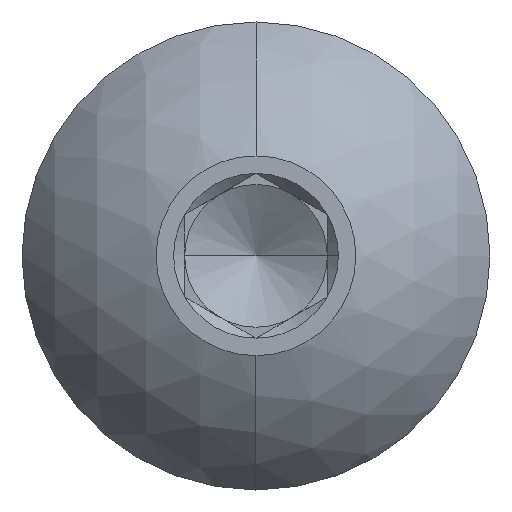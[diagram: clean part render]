
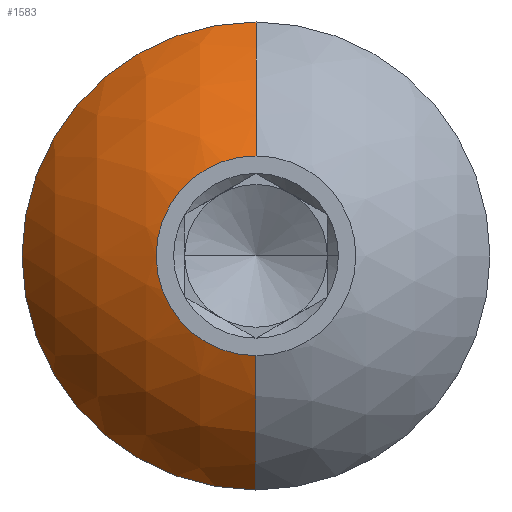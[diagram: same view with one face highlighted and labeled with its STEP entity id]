
A CAD part, top view. The second image highlights one B-rep face of the part: STEP entity #1583.
In plain terms, the highlighted spherical face has radius 2.415 mm.
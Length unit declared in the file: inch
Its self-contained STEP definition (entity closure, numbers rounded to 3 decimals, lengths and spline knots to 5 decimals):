
#126 = DIRECTION ( 'NONE',  ( 1., 0., 0. ) ) ;
#374 = CIRCLE ( 'NONE', #1984, 0.035 ) ;
#515 = CIRCLE ( 'NONE', #4218, 0.09507 ) ;
#719 = CARTESIAN_POINT ( 'NONE',  ( 0., 0., 0.18461 ) ) ;
#743 = DIRECTION ( 'NONE',  ( -1., 0., 0. ) ) ;
#849 = DIRECTION ( 'NONE',  ( 1., 0., 0. ) ) ;
#1024 = VERTEX_POINT ( 'NONE', #5164 ) ;
#1304 = DIRECTION ( 'NONE',  ( 1., 0., 0. ) ) ;
#1327 = DIRECTION ( 'NONE',  ( -1., 0., 0. ) ) ;
#1363 = DIRECTION ( 'NONE',  ( 1., 0., 0. ) ) ;
#1543 = CIRCLE ( 'NONE', #2063, 0.082 ) ;
#1583 = ADVANCED_FACE ( 'NONE', ( #3453 ), #1789, .T. ) ;
#1736 = DIRECTION ( 'NONE',  ( 0., 0., 1. ) ) ;
#1774 = CIRCLE ( 'NONE', #2173, 0.082 ) ;
#1789 = SPHERICAL_SURFACE ( 'NONE', #5899, 0.09507 ) ;
#1831 = CARTESIAN_POINT ( 'NONE',  ( 0., 0., 0.23271 ) ) ;
#1851 = CARTESIAN_POINT ( 'NONE',  ( 0., 0., 0.18461 ) ) ;
#1864 = DIRECTION ( 'NONE',  ( 0., 0., -1. ) ) ;
#1984 = AXIS2_PLACEMENT_3D ( 'NONE', #4531, #2033, #126 ) ;
#2033 = DIRECTION ( 'NONE',  ( 0., 0., 1. ) ) ;
#2063 = AXIS2_PLACEMENT_3D ( 'NONE', #1831, #5819, #849 ) ;
#2129 = VERTEX_POINT ( 'NONE', #2921 ) ;
#2173 = AXIS2_PLACEMENT_3D ( 'NONE', #5208, #1736, #1304 ) ;
#2332 = AXIS2_PLACEMENT_3D ( 'NONE', #1851, #1327, #4848 ) ;
#2596 = CARTESIAN_POINT ( 'NONE',  ( 0., -0.082, 0.23271 ) ) ;
#2623 = ORIENTED_EDGE ( 'NONE', *, *, #5598, .T. ) ;
#2921 = CARTESIAN_POINT ( 'NONE',  ( 0., 0.082, 0.23271 ) ) ;
#2955 = VERTEX_POINT ( 'NONE', #5513 ) ;
#3130 = CIRCLE ( 'NONE', #2332, 0.09507 ) ;
#3271 = EDGE_CURVE ( 'NONE', #2129, #2955, #515, .T. ) ;
#3453 = FACE_OUTER_BOUND ( 'NONE', #5426, .T. ) ;
#3494 = VERTEX_POINT ( 'NONE', #5100 ) ;
#4017 = EDGE_CURVE ( 'NONE', #6256, #1024, #3130, .T. ) ;
#4023 = ORIENTED_EDGE ( 'NONE', *, *, #4029, .T. ) ;
#4029 = EDGE_CURVE ( 'NONE', #3494, #6256, #1543, .T. ) ;
#4218 = AXIS2_PLACEMENT_3D ( 'NONE', #5936, #1363, #1864 ) ;
#4385 = EDGE_CURVE ( 'NONE', #2955, #1024, #374, .T. ) ;
#4531 = CARTESIAN_POINT ( 'NONE',  ( 0., 0., 0.273 ) ) ;
#4637 = ORIENTED_EDGE ( 'NONE', *, *, #4385, .F. ) ;
#4818 = ORIENTED_EDGE ( 'NONE', *, *, #3271, .F. ) ;
#4848 = DIRECTION ( 'NONE',  ( 0., -1., 0. ) ) ;
#5100 = CARTESIAN_POINT ( 'NONE',  ( -0.082, 0., 0.23271 ) ) ;
#5164 = CARTESIAN_POINT ( 'NONE',  ( 0., -0.035, 0.273 ) ) ;
#5208 = CARTESIAN_POINT ( 'NONE',  ( 0., 0., 0.23271 ) ) ;
#5426 = EDGE_LOOP ( 'NONE', ( #4023, #5974, #4637, #4818, #2623 ) ) ;
#5513 = CARTESIAN_POINT ( 'NONE',  ( 0., 0.035, 0.273 ) ) ;
#5598 = EDGE_CURVE ( 'NONE', #2129, #3494, #1774, .T. ) ;
#5819 = DIRECTION ( 'NONE',  ( 0., 0., 1. ) ) ;
#5899 = AXIS2_PLACEMENT_3D ( 'NONE', #719, #743, #6157 ) ;
#5936 = CARTESIAN_POINT ( 'NONE',  ( 0., 0., 0.18461 ) ) ;
#5974 = ORIENTED_EDGE ( 'NONE', *, *, #4017, .T. ) ;
#6157 = DIRECTION ( 'NONE',  ( 0., 1., 0. ) ) ;
#6256 = VERTEX_POINT ( 'NONE', #2596 ) ;
